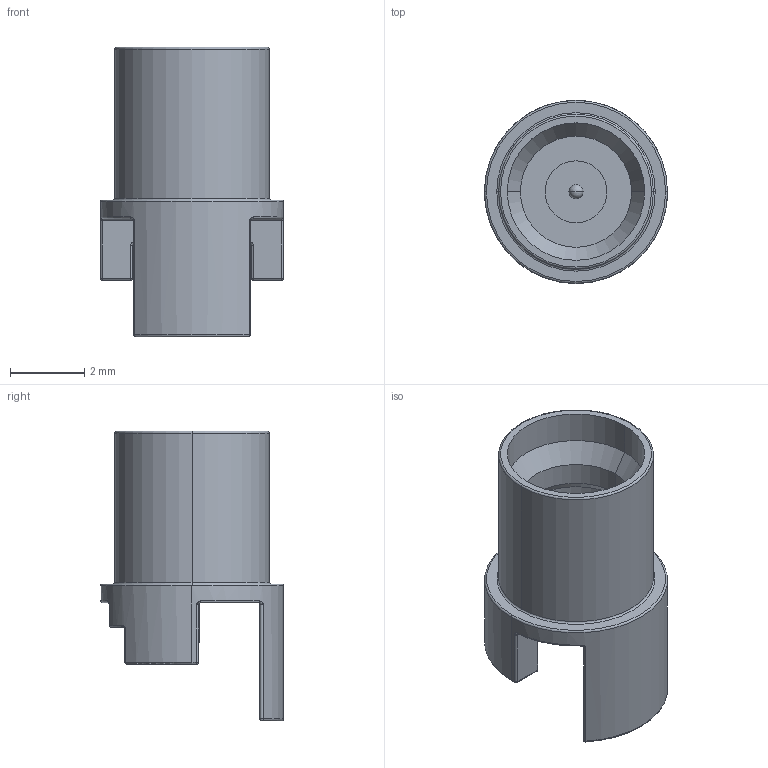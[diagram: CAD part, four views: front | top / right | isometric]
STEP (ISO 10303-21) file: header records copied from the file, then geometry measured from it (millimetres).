
FILE_DESCRIPTION (( 'STEP AP214' ), '1' );
FILE_NAME ('SC5382.STEP', '2017-11-30T17:36:35', ( '' ), ( '' ), 'SwSTEP 2.0', 'SolidWorks 2017', '' );
FILE_SCHEMA (( 'AUTOMOTIVE_DESIGN' ));
Length unit declared in the file: inch
Products named in the file (1): SC5382
Bounding box: 4.93 x 4.93 x 7.8 mm (x, y, z)
Volume: 50.9 mm3; surface area: 172.2 mm2
Topology: 1 solids, 1 shells, 116 faces, 266 edges, 143 vertices
Faces by surface type: cylinder 49, torus 19, plane 19, sphere 17, bspline 8, cone 4
Entity records: 3447 total; most frequent: CARTESIAN_POINT 880, DIRECTION 589, ORIENTED_EDGE 484, AXIS2_PLACEMENT_3D 254, EDGE_CURVE 242, CIRCLE 145, VERTEX_POINT 135, EDGE_LOOP 123
